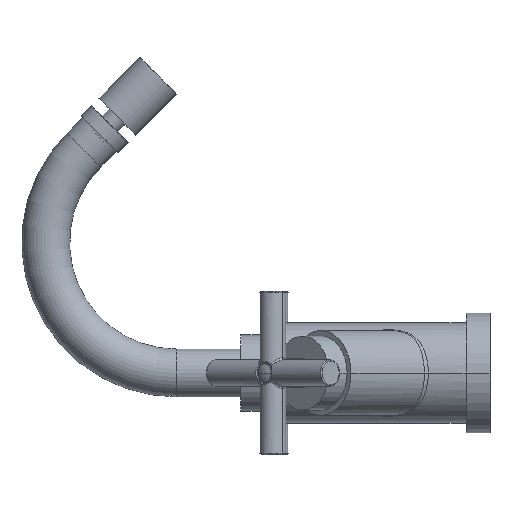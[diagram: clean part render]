
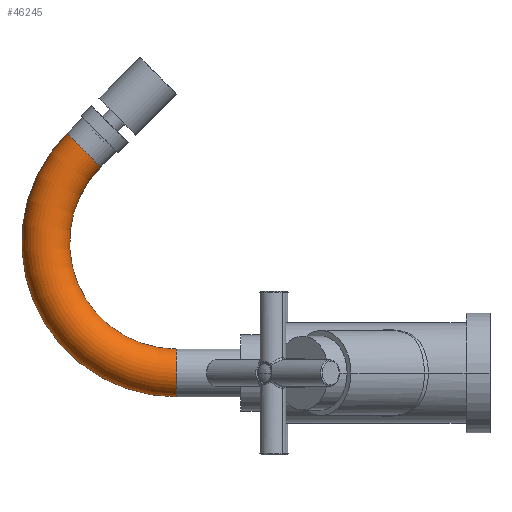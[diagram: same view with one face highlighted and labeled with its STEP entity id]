
A CAD part, left-side view. The second image highlights one B-rep face of the part: STEP entity #46245.
In plain terms, the highlighted toroidal (fillet/blend) face has major radius 60 mm and minor radius 11 mm.
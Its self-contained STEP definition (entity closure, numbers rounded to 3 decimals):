
#43930=CARTESIAN_POINT('',(0.,177.626,
102.426));
#43931=DIRECTION('',(0.,-0.707,0.707));
#43932=DIRECTION('',(0.,0.707,0.707));
#43933=AXIS2_PLACEMENT_3D('',#43930,#43931,#43932);
#43939=CARTESIAN_POINT('',(0.,135.2,0.));
#43940=DIRECTION('',(0.,1.,0.));
#43941=DIRECTION('',(0.,0.,-1.));
#43942=AXIS2_PLACEMENT_3D('',#43939,#43940,#43941);
#43944=CARTESIAN_POINT('',(0.,135.2,60.));
#43945=DIRECTION('',(1.,0.,0.));
#43946=DIRECTION('',(0.,0.,-1.));
#43947=AXIS2_PLACEMENT_3D('',#43944,#43945,#43946);
#43982=CARTESIAN_POINT('',(0.,135.2,60.));
#43983=DIRECTION('',(1.,0.,0.));
#43984=DIRECTION('',(0.,0.,-1.));
#43985=AXIS2_PLACEMENT_3D('',#43982,#43983,#43984);
#44967=CARTESIAN_POINT('',(0.,135.2,11.));
#44968=CARTESIAN_POINT('',(0.,135.2,-11.));
#44969=VERTEX_POINT('',#44967);
#44970=VERTEX_POINT('',#44968);
#44975=CARTESIAN_POINT('',(0.,169.848,
94.648));
#44976=CARTESIAN_POINT('',(0.,185.405,
110.205));
#44977=VERTEX_POINT('',#44975);
#44978=VERTEX_POINT('',#44976);
#46231=CARTESIAN_POINT('',(0.,135.2,60.));
#46232=DIRECTION('',(1.,0.,0.));
#46233=DIRECTION('',(0.,0.,1.));
#46234=AXIS2_PLACEMENT_3D('',#46231,#46232,#46233);
#46235=TOROIDAL_SURFACE('',#46234,60.,11.);
#46237=ORIENTED_EDGE('',*,*,#46236,.F.);
#46239=ORIENTED_EDGE('',*,*,#46238,.T.);
#46240=ORIENTED_EDGE('',*,*,#46218,.T.);
#46242=ORIENTED_EDGE('',*,*,#46241,.F.);
#46243=EDGE_LOOP('',(#46237,#46239,#46240,#46242));
#46244=FACE_OUTER_BOUND('',#46243,.F.);
#46245=ADVANCED_FACE('',(#46244),#46235,.T.);
#43934=CIRCLE('',#43933,11.);
#43943=CIRCLE('',#43942,11.);
#43948=CIRCLE('',#43947,71.);
#43986=CIRCLE('',#43985,49.);
#46218=EDGE_CURVE('',#44978,#44977,#43934,.T.);
#46236=EDGE_CURVE('',#44970,#44969,#43943,.T.);
#46238=EDGE_CURVE('',#44970,#44978,#43948,.T.);
#46241=EDGE_CURVE('',#44969,#44977,#43986,.T.);
